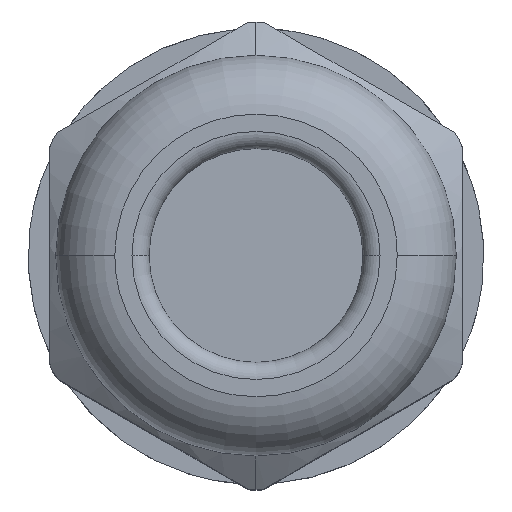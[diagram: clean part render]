
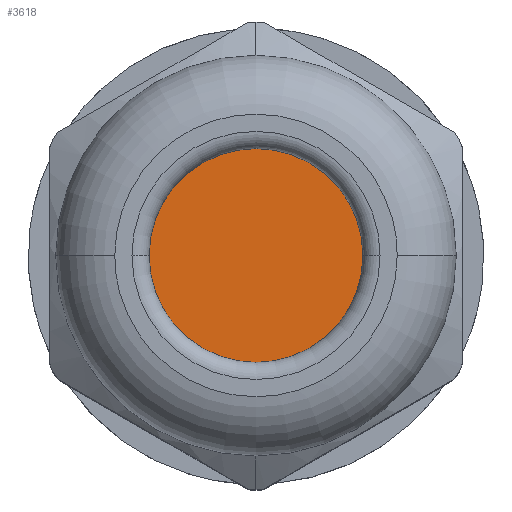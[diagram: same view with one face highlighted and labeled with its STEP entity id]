
A CAD part, top view. The second image highlights one B-rep face of the part: STEP entity #3618.
In plain terms, the highlighted planar face has unit normal (0, 0, 1).
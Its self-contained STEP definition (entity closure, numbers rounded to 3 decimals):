
#3505=AXIS2_PLACEMENT_3D('Circle Axis2P3D',#3503,#3504,$) ;
#3580=AXIS2_PLACEMENT_3D('Circle Axis2P3D',#3578,#3579,$) ;
#3612=AXIS2_PLACEMENT_3D('Plane Axis2P3D',#3609,#3610,#3611) ;
#3500=CARTESIAN_POINT('Vertex',(5.72,13.606,35.34)) ;
#3503=CARTESIAN_POINT('Axis2P3D Location',(13.27,13.606,35.34)) ;
#3507=CARTESIAN_POINT('Vertex',(20.82,13.606,35.34)) ;
#3578=CARTESIAN_POINT('Axis2P3D Location',(13.27,13.606,35.34)) ;
#3609=CARTESIAN_POINT('Axis2P3D Location',(13.27,13.606,35.34)) ;
#3504=DIRECTION('Axis2P3D Direction',(0.,0.,-1.)) ;
#3579=DIRECTION('Axis2P3D Direction',(0.,0.,-1.)) ;
#3610=DIRECTION('Axis2P3D Direction',(0.,0.,-1.)) ;
#3611=DIRECTION('Axis2P3D XDirection',(-1.,0.,0.)) ;
#3615=ORIENTED_EDGE('',*,*,#3509,.F.) ;
#3616=ORIENTED_EDGE('',*,*,#3582,.F.) ;
#3618=ADVANCED_FACE('Koerper.2',(#3617),#3613,.F.) ;
#3506=CIRCLE('generated circle',#3505,7.55) ;
#3581=CIRCLE('generated circle',#3580,7.55) ;
#3509=EDGE_CURVE('',#3501,#3508,#3506,.T.) ;
#3582=EDGE_CURVE('',#3508,#3501,#3581,.T.) ;
#3614=EDGE_LOOP('',(#3615,#3616)) ;
#3617=FACE_OUTER_BOUND('',#3614,.T.) ;
#3613=PLANE('',#3612) ;
#3501=VERTEX_POINT('',#3500) ;
#3508=VERTEX_POINT('',#3507) ;
